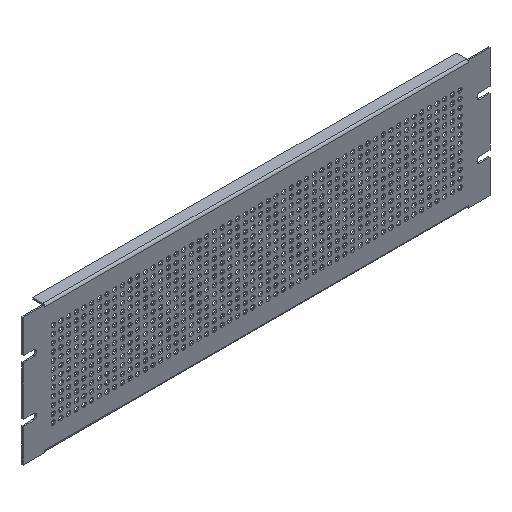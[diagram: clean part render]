
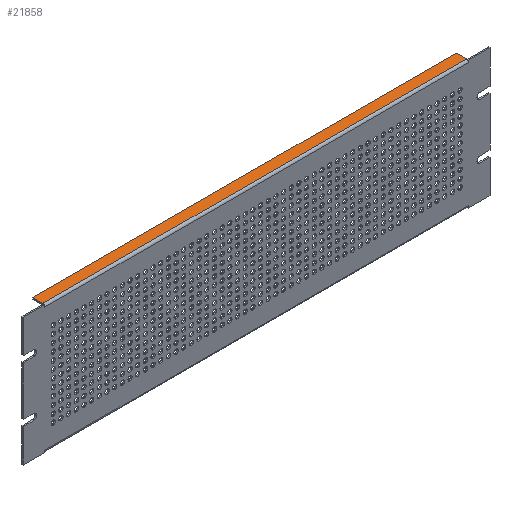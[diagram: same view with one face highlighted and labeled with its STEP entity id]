
A CAD part, isometric view. The second image highlights one B-rep face of the part: STEP entity #21858.
In plain terms, the highlighted planar face has unit normal (0, 0, 1).
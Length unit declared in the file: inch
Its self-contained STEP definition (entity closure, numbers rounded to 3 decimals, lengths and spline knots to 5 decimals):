
#415 = VECTOR ( 'NONE', #19447, 39.37008 ) ;
#848 = DIRECTION ( 'NONE',  ( -1., 0., 0. ) ) ;
#1342 = DIRECTION ( 'NONE',  ( 0., 0., -1. ) ) ;
#2608 = EDGE_CURVE ( 'NONE', #4924, #22937, #12723, .T. ) ;
#2628 = ORIENTED_EDGE ( 'NONE', *, *, #2608, .T. ) ;
#2756 = LINE ( 'NONE', #19390, #12665 ) ;
#2948 = CARTESIAN_POINT ( 'NONE',  ( 8.625, 0.5, 2.609 ) ) ;
#3115 = VECTOR ( 'NONE', #848, 39.37008 ) ;
#3321 = CARTESIAN_POINT ( 'NONE',  ( -8.625, 0.086, 2.609 ) ) ;
#3663 = CARTESIAN_POINT ( 'NONE',  ( -8.625, 0.5, 2.609 ) ) ;
#4028 = EDGE_CURVE ( 'NONE', #22937, #4902, #10121, .T. ) ;
#4739 = VECTOR ( 'NONE', #22090, 39.37008 ) ;
#4902 = VERTEX_POINT ( 'NONE', #3663 ) ;
#4924 = VERTEX_POINT ( 'NONE', #16502 ) ;
#7293 = CARTESIAN_POINT ( 'NONE',  ( -8.625, 0.04648, 2.609 ) ) ;
#8360 = DIRECTION ( 'NONE',  ( 0., 1., 0. ) ) ;
#8823 = EDGE_CURVE ( 'NONE', #4902, #13455, #10420, .T. ) ;
#9385 = ORIENTED_EDGE ( 'NONE', *, *, #12889, .F. ) ;
#10121 = LINE ( 'NONE', #11779, #3115 ) ;
#10133 = ORIENTED_EDGE ( 'NONE', *, *, #8823, .T. ) ;
#10368 = PLANE ( 'NONE',  #18947 ) ;
#10420 = LINE ( 'NONE', #7293, #415 ) ;
#10497 = CARTESIAN_POINT ( 'NONE',  ( 8.625, 0.04648, 2.609 ) ) ;
#10634 = ORIENTED_EDGE ( 'NONE', *, *, #4028, .T. ) ;
#11049 = CARTESIAN_POINT ( 'NONE',  ( 8.625, 0.04648, 2.609 ) ) ;
#11779 = CARTESIAN_POINT ( 'NONE',  ( 8.625, 0.5, 2.609 ) ) ;
#12665 = VECTOR ( 'NONE', #17497, 39.37008 ) ;
#12723 = LINE ( 'NONE', #11049, #4739 ) ;
#12889 = EDGE_CURVE ( 'NONE', #4924, #13455, #2756, .T. ) ;
#13455 = VERTEX_POINT ( 'NONE', #3321 ) ;
#16502 = CARTESIAN_POINT ( 'NONE',  ( 8.625, 0.086, 2.609 ) ) ;
#17497 = DIRECTION ( 'NONE',  ( -1., 0., 0. ) ) ;
#18947 = AXIS2_PLACEMENT_3D ( 'NONE', #10497, #1342, #8360 ) ;
#19390 = CARTESIAN_POINT ( 'NONE',  ( 8.625, 0.086, 2.609 ) ) ;
#19447 = DIRECTION ( 'NONE',  ( 0., -1., 0. ) ) ;
#19855 = EDGE_LOOP ( 'NONE', ( #2628, #10634, #10133, #9385 ) ) ;
#21196 = FACE_OUTER_BOUND ( 'NONE', #19855, .T. ) ;
#21858 = ADVANCED_FACE ( 'NONE', ( #21196 ), #10368, .F. ) ;
#22090 = DIRECTION ( 'NONE',  ( 0., 1., 0. ) ) ;
#22937 = VERTEX_POINT ( 'NONE', #2948 ) ;
